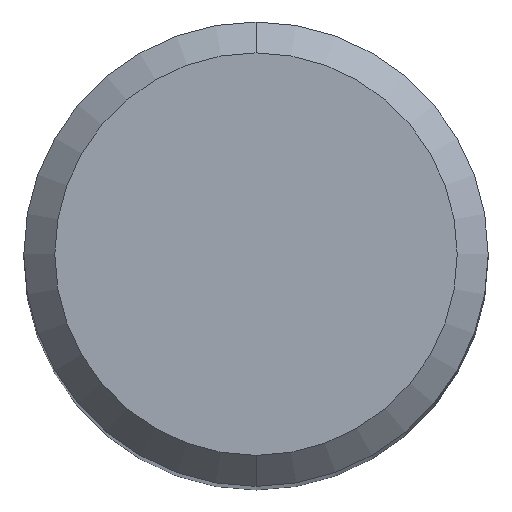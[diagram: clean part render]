
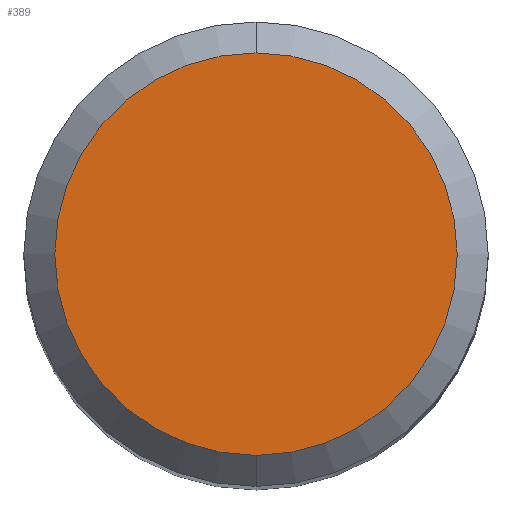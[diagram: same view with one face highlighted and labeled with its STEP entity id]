
A CAD part, top view. The second image highlights one B-rep face of the part: STEP entity #389.
In plain terms, the highlighted planar face has unit normal (0, 0, 1).
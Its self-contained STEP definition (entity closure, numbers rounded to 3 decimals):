
#203=EDGE_CURVE('',#225,#269,#558,.T.);
#225=VERTEX_POINT('',#580);
#269=VERTEX_POINT('',#630);
#389=ADVANCED_FACE('',(#764),#765,.T.);
#431=EDGE_CURVE('',#269,#225,#808,.T.);
#558=CIRCLE('',#970,2.6);
#580=CARTESIAN_POINT('',(0.,-2.6,0.0));
#630=CARTESIAN_POINT('',(0.0,2.6,0.0));
#764=FACE_OUTER_BOUND('',#1393,.T.);
#765=PLANE('',#1394);
#808=CIRCLE('',#1468,2.6);
#970=AXIS2_PLACEMENT_3D('',#1643,#1644,#1645);
#1393=EDGE_LOOP('',(#1885,#1886));
#1394=AXIS2_PLACEMENT_3D('',#1887,#1888,#1889);
#1468=AXIS2_PLACEMENT_3D('',#1919,#1920,#1921);
#1643=CARTESIAN_POINT('',(0.0,0.0,0.0));
#1644=DIRECTION('',(0.0,0.0,-1.0));
#1645=DIRECTION('',(0.0,1.0,0.0));
#1885=ORIENTED_EDGE('',*,*,#431,.F.);
#1886=ORIENTED_EDGE('',*,*,#203,.F.);
#1887=CARTESIAN_POINT('',(0.0,1.3,0.0));
#1888=DIRECTION('',(-0.0,0.0,1.0));
#1889=DIRECTION('',(0.0,-1.0,0.0));
#1919=CARTESIAN_POINT('',(0.0,0.0,0.0));
#1920=DIRECTION('',(0.0,0.0,-1.0));
#1921=DIRECTION('',(0.0,1.0,0.0));
